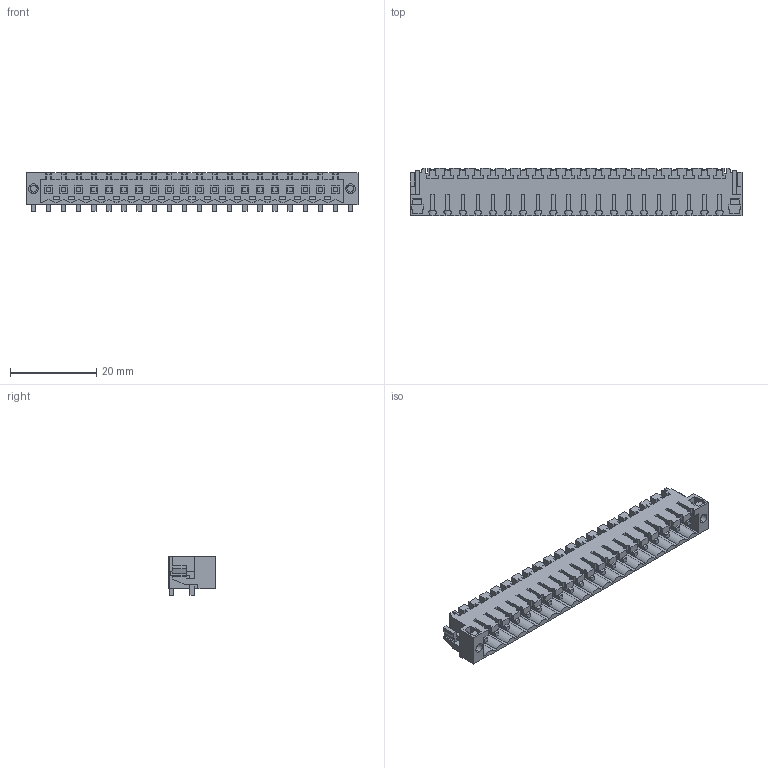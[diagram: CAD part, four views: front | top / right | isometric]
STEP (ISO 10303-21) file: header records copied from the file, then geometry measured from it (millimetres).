
FILE_DESCRIPTION(('CATIA V5 STEP Exchange','CAx-IF Rec.Pracs.--- Model Styling and Organization---1.2---2011-12-15'),'2;1');
FILE_NAME ('D1456520_0_1805120000_1805120000.stp','2018-03-10T11:24:02+00:00',('none'),('Weidmueller'),'CATIA Version 5-6 Release 2014','CATIA V5 STEP AP214','none');
FILE_SCHEMA(('AUTOMOTIVE_DESIGN { 1 0 10303 214 1 1 1 1 }'));
Length unit declared in the file: millimetre
Products named in the file (1): 1805120000
Bounding box: 76.95 x 11.05 x 8.95 mm (x, y, z)
Volume: 2723.5 mm3; surface area: 7198.1 mm2
Topology: 23 solids, 23 shells, 1356 faces, 4218 edges, 2929 vertices
Faces by surface type: plane 1244, cylinder 112
Entity records: 42982 total; most frequent: ORIENTED_EDGE 8436, CARTESIAN_POINT 7813, DIRECTION 5530, EDGE_CURVE 4218, VECTOR 3988, LINE 3988, VERTEX_POINT 2929, EDGE_LOOP 1425
